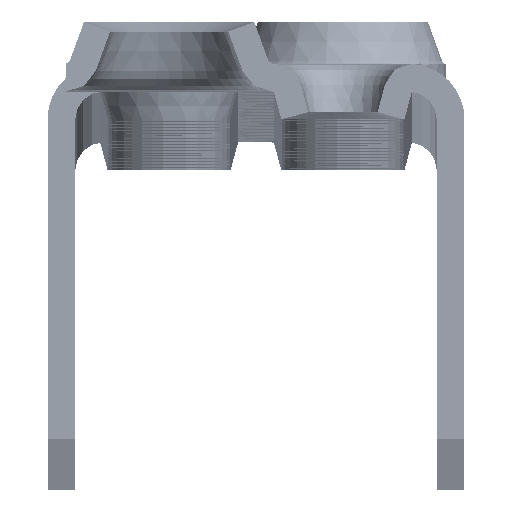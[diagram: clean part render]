
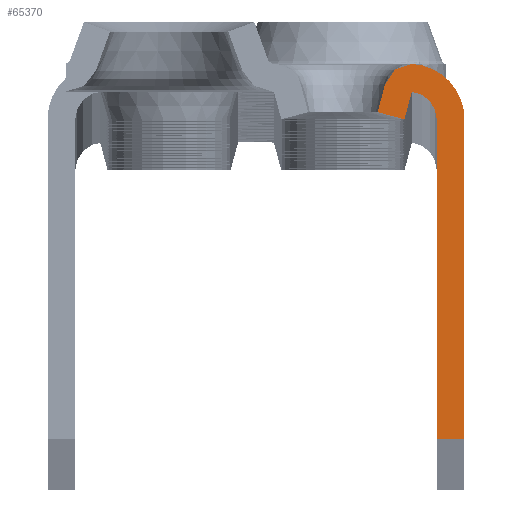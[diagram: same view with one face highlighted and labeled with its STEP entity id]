
A CAD part, top view. The second image highlights one B-rep face of the part: STEP entity #65370.
In plain terms, the highlighted planar face has unit normal (0, 0, 1).
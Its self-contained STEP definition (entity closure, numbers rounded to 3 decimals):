
#160 = CARTESIAN_POINT ( 'NONE',  ( 8.748, 26.52, 2100. ) ) ;
#773 = VERTEX_POINT ( 'NONE', #4079 ) ;
#1429 = DIRECTION ( 'NONE',  ( -1., 0., 0. ) ) ;
#1851 = CARTESIAN_POINT ( 'NONE',  ( 15., 3., 2100. ) ) ;
#4079 = CARTESIAN_POINT ( 'NONE',  ( 11.222, 30., 2100. ) ) ;
#4173 = B_SPLINE_CURVE_WITH_KNOTS ( 'NONE', 3,
 ( #22515, #34879, #46482, #9375, #93656, #56548, #21756, #82058, #103738, #23283 ),
 .UNSPECIFIED., .F., .F.,
 ( 4, 2, 2, 2, 4 ),
 ( 0.012, 0.013, 0.013, 0.014, 0.015 ),
 .UNSPECIFIED. ) ;
#5153 = EDGE_CURVE ( 'NONE', #68226, #773, #42193, .T. ) ;
#6622 = CARTESIAN_POINT ( 'NONE',  ( 11.222, 27.99, 2100. ) ) ;
#9375 = CARTESIAN_POINT ( 'NONE',  ( 9.675, 29.292, 2100. ) ) ;
#9497 = EDGE_LOOP ( 'NONE', ( #30363, #46436, #48074, #61269, #139713, #11424, #15767, #36739, #57848, #104068 ) ) ;
#9550 = EDGE_CURVE ( 'NONE', #18943, #13807, #61581, .T. ) ;
#9814 = CARTESIAN_POINT ( 'NONE',  ( 11.064, 27.438, 2100. ) ) ;
#10021 = DIRECTION ( 'NONE',  ( 0., 0., 1. ) ) ;
#11357 = CARTESIAN_POINT ( 'NONE',  ( 10.679, 26.002, 2100. ) ) ;
#11424 = ORIENTED_EDGE ( 'NONE', *, *, #55940, .T. ) ;
#11761 = CARTESIAN_POINT ( 'NONE',  ( 9.041, 27.616, 2100. ) ) ;
#12346 = EDGE_CURVE ( 'NONE', #117769, #136681, #97159, .T. ) ;
#13807 = VERTEX_POINT ( 'NONE', #152761 ) ;
#14879 = B_SPLINE_CURVE_WITH_KNOTS ( 'NONE', 3,
 ( #78687, #9814, #115776, #91015, #56983, #138200, #11357 ),
 .UNSPECIFIED., .F., .F.,
 ( 4, 3, 4 ),
 ( 0.01, 0.012, 0.013 ),
 .UNSPECIFIED. ) ;
#15767 = ORIENTED_EDGE ( 'NONE', *, *, #79894, .T. ) ;
#18943 = VERTEX_POINT ( 'NONE', #124878 ) ;
#20265 = CARTESIAN_POINT ( 'NONE',  ( 9.281, 28.51, 2100. ) ) ;
#21756 = CARTESIAN_POINT ( 'NONE',  ( 10.368, 29.823, 2100. ) ) ;
#22515 = CARTESIAN_POINT ( 'NONE',  ( 9.281, 28.51, 2100. ) ) ;
#22899 = DIRECTION ( 'NONE',  ( 1., 0., 0. ) ) ;
#23283 = CARTESIAN_POINT ( 'NONE',  ( 11.222, 30., 2100. ) ) ;
#24533 = CARTESIAN_POINT ( 'NONE',  ( 15., 30., 2100. ) ) ;
#25562 = DIRECTION ( 'NONE',  ( 1., 0., 0. ) ) ;
#30363 = ORIENTED_EDGE ( 'NONE', *, *, #129197, .F. ) ;
#34879 = CARTESIAN_POINT ( 'NONE',  ( 9.337, 28.721, 2100. ) ) ;
#35473 = CARTESIAN_POINT ( 'NONE',  ( 15., 3., 2100. ) ) ;
#36481 = CARTESIAN_POINT ( 'NONE',  ( 8.748, 26.52, 2100. ) ) ;
#36739 = ORIENTED_EDGE ( 'NONE', *, *, #82583, .F. ) ;
#42193 = LINE ( 'NONE', #6622, #43767 ) ;
#43767 = VECTOR ( 'NONE', #100976, 1000. ) ;
#46104 = DIRECTION ( 'NONE',  ( 0., 0., -1. ) ) ;
#46436 = ORIENTED_EDGE ( 'NONE', *, *, #12346, .F. ) ;
#46482 = CARTESIAN_POINT ( 'NONE',  ( 9.429, 28.925, 2100. ) ) ;
#46550 = CARTESIAN_POINT ( 'NONE',  ( 8.943, 27.25, 2100. ) ) ;
#48074 = ORIENTED_EDGE ( 'NONE', *, *, #107866, .F. ) ;
#48388 = CARTESIAN_POINT ( 'NONE',  ( 11., 26., 2100. ) ) ;
#55331 = AXIS2_PLACEMENT_3D ( 'NONE', #137016, #78246, #25562 ) ;
#55940 = EDGE_CURVE ( 'NONE', #120708, #127952, #141337, .T. ) ;
#56423 = FACE_OUTER_BOUND ( 'NONE', #9497, .T. ) ;
#56548 = CARTESIAN_POINT ( 'NONE',  ( 10.175, 29.72, 2100. ) ) ;
#56983 = CARTESIAN_POINT ( 'NONE',  ( 10.739, 26.225, 2100. ) ) ;
#57848 = ORIENTED_EDGE ( 'NONE', *, *, #134051, .T. ) ;
#61269 = ORIENTED_EDGE ( 'NONE', *, *, #5153, .T. ) ;
#61581 = LINE ( 'NONE', #111048, #73347 ) ;
#65370 = ADVANCED_FACE ( 'NONE', ( #56423 ), #68037, .T. ) ;
#68037 = PLANE ( 'NONE',  #79485 ) ;
#68226 = VERTEX_POINT ( 'NONE', #142232 ) ;
#73347 = VECTOR ( 'NONE', #123405, 1000. ) ;
#75466 = VERTEX_POINT ( 'NONE', #117197 ) ;
#78246 = DIRECTION ( 'NONE',  ( 0., 0., -1. ) ) ;
#78687 = CARTESIAN_POINT ( 'NONE',  ( 11.212, 27.989, 2100. ) ) ;
#79123 = CARTESIAN_POINT ( 'NONE',  ( 10.035, 26.175, 2100. ) ) ;
#79485 = AXIS2_PLACEMENT_3D ( 'NONE', #126067, #10021, #150762 ) ;
#79894 = EDGE_CURVE ( 'NONE', #127952, #140569, #122394, .T. ) ;
#82058 = CARTESIAN_POINT ( 'NONE',  ( 10.785, 29.964, 2100. ) ) ;
#82583 = EDGE_CURVE ( 'NONE', #75466, #140569, #14879, .T. ) ;
#82653 = LINE ( 'NONE', #35473, #141204 ) ;
#84811 = CIRCLE ( 'NONE', #116930, 4. ) ;
#91015 = CARTESIAN_POINT ( 'NONE',  ( 10.769, 26.337, 2100. ) ) ;
#93656 = CARTESIAN_POINT ( 'NONE',  ( 9.825, 29.451, 2100. ) ) ;
#93719 = CARTESIAN_POINT ( 'NONE',  ( 8.845, 26.885, 2100. ) ) ;
#97159 = LINE ( 'NONE', #24533, #139228 ) ;
#100976 = DIRECTION ( 'NONE',  ( 0., 1., 0. ) ) ;
#102261 = CIRCLE ( 'NONE', #55331, 2. ) ;
#103738 = CARTESIAN_POINT ( 'NONE',  ( 11.002, 30., 2100. ) ) ;
#104068 = ORIENTED_EDGE ( 'NONE', *, *, #9550, .T. ) ;
#104624 = CARTESIAN_POINT ( 'NONE',  ( 9.391, 26.347, 2100. ) ) ;
#107866 = EDGE_CURVE ( 'NONE', #68226, #117769, #84811, .T. ) ;
#110726 = CARTESIAN_POINT ( 'NONE',  ( 10.679, 26.002, 2100. ) ) ;
#111048 = CARTESIAN_POINT ( 'NONE',  ( 13., 30., 2100. ) ) ;
#113937 = CARTESIAN_POINT ( 'NONE',  ( 8.748, 26.52, 2100. ) ) ;
#114632 = CARTESIAN_POINT ( 'NONE',  ( 9.201, 28.212, 2100. ) ) ;
#114699 = CARTESIAN_POINT ( 'NONE',  ( 10.679, 26.002, 2100. ) ) ;
#115776 = CARTESIAN_POINT ( 'NONE',  ( 10.917, 26.888, 2100. ) ) ;
#115911 = CARTESIAN_POINT ( 'NONE',  ( 15., 26., 2100. ) ) ;
#116930 = AXIS2_PLACEMENT_3D ( 'NONE', #48388, #46104, #22899 ) ;
#117197 = CARTESIAN_POINT ( 'NONE',  ( 11.212, 27.989, 2100. ) ) ;
#117769 = VERTEX_POINT ( 'NONE', #115911 ) ;
#120708 = VERTEX_POINT ( 'NONE', #126450 ) ;
#122394 = B_SPLINE_CURVE_WITH_KNOTS ( 'NONE', 3,
 ( #113937, #104624, #79123, #114699 ),
 .UNSPECIFIED., .F., .F.,
 ( 4, 4 ),
 ( 0.007, 0.009 ),
 .UNSPECIFIED. ) ;
#123405 = DIRECTION ( 'NONE',  ( 0., -1., 0. ) ) ;
#124878 = CARTESIAN_POINT ( 'NONE',  ( 13., 26., 2100. ) ) ;
#125486 = EDGE_CURVE ( 'NONE', #120708, #773, #4173, .T. ) ;
#126067 = CARTESIAN_POINT ( 'NONE',  ( 11., 28., 2100. ) ) ;
#126450 = CARTESIAN_POINT ( 'NONE',  ( 9.281, 28.51, 2100. ) ) ;
#127952 = VERTEX_POINT ( 'NONE', #160 ) ;
#129197 = EDGE_CURVE ( 'NONE', #136681, #13807, #82653, .T. ) ;
#129307 = CARTESIAN_POINT ( 'NONE',  ( 9.121, 27.914, 2100. ) ) ;
#134051 = EDGE_CURVE ( 'NONE', #75466, #18943, #102261, .T. ) ;
#136681 = VERTEX_POINT ( 'NONE', #1851 ) ;
#137016 = CARTESIAN_POINT ( 'NONE',  ( 11., 26., 2100. ) ) ;
#138200 = CARTESIAN_POINT ( 'NONE',  ( 10.709, 26.114, 2100. ) ) ;
#139228 = VECTOR ( 'NONE', #142820, 1000. ) ;
#139713 = ORIENTED_EDGE ( 'NONE', *, *, #125486, .F. ) ;
#140569 = VERTEX_POINT ( 'NONE', #110726 ) ;
#141204 = VECTOR ( 'NONE', #1429, 1000. ) ;
#141337 = B_SPLINE_CURVE_WITH_KNOTS ( 'NONE', 3,
 ( #20265, #114632, #129307, #11761, #46550, #93719, #36481 ),
 .UNSPECIFIED., .F., .F.,
 ( 4, 3, 4 ),
 ( 0.007, 0.008, 0.009 ),
 .UNSPECIFIED. ) ;
#142232 = CARTESIAN_POINT ( 'NONE',  ( 11.222, 29.994, 2100. ) ) ;
#142820 = DIRECTION ( 'NONE',  ( 0., -1., 0. ) ) ;
#150762 = DIRECTION ( 'NONE',  ( 1., 0., 0. ) ) ;
#152761 = CARTESIAN_POINT ( 'NONE',  ( 13., 3., 2100. ) ) ;
